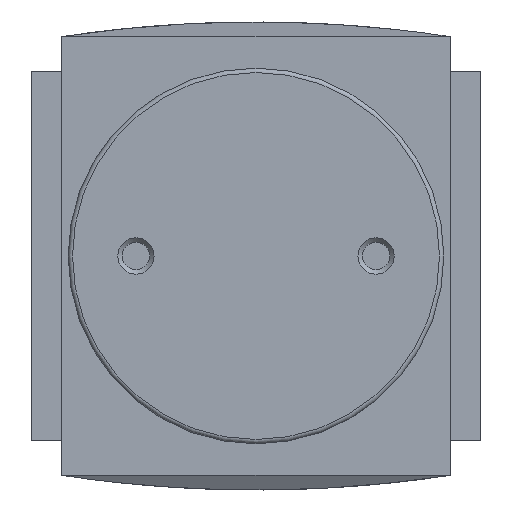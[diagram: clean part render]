
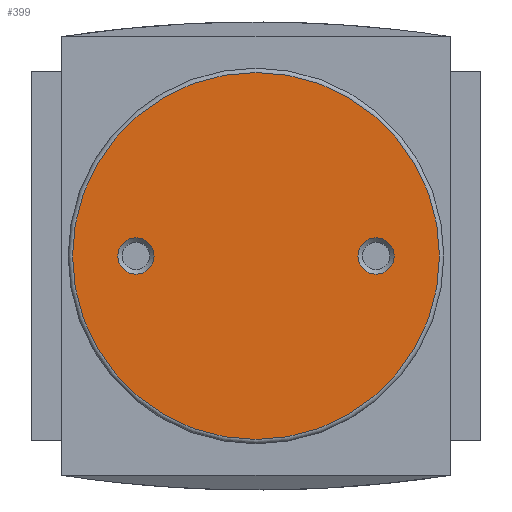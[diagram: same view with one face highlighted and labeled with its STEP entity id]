
A CAD part, front view. The second image highlights one B-rep face of the part: STEP entity #399.
In plain terms, the highlighted planar face has unit normal (0, -1, 0).
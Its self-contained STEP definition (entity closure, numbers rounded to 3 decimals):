
#399 = ADVANCED_FACE( '', ( #1132, #1133, #1134 ), #1135, .F. );
#1132 = FACE_BOUND( '', #2099, .T. );
#1133 = FACE_OUTER_BOUND( '', #2100, .T. );
#1134 = FACE_BOUND( '', #2101, .T. );
#1135 = PLANE( '', #2102 );
#2099 = EDGE_LOOP( '', ( #4371 ) );
#2100 = EDGE_LOOP( '', ( #4372 ) );
#2101 = EDGE_LOOP( '', ( #4373 ) );
#2102 = AXIS2_PLACEMENT_3D( '', #4374, #4375, #4376 );
#4371 = ORIENTED_EDGE( '', *, *, #6807, .F. );
#4372 = ORIENTED_EDGE( '', *, *, #6806, .T. );
#4373 = ORIENTED_EDGE( '', *, *, #6808, .F. );
#4374 = CARTESIAN_POINT( '', ( 21.25, -33., 0. ) );
#4375 = DIRECTION( '', ( 0., 1., 0. ) );
#4376 = DIRECTION( '', ( 0., 0., 1. ) );
#6806 = EDGE_CURVE( '', #8354, #8354, #8355, .T. );
#6807 = EDGE_CURVE( '', #8356, #8356, #8357, .F. );
#6808 = EDGE_CURVE( '', #8358, #8358, #8359, .T. );
#8354 = VERTEX_POINT( '', #10936 );
#8355 = CIRCLE( '', #10937, 21.25 );
#8356 = VERTEX_POINT( '', #10938 );
#8357 = CIRCLE( '', #10939, 2.1 );
#8358 = VERTEX_POINT( '', #10940 );
#8359 = CIRCLE( '', #10941, 2.1 );
#10936 = CARTESIAN_POINT( '', ( 0., -33., -21.25 ) );
#10937 = AXIS2_PLACEMENT_3D( '', #13086, #13087, #13088 );
#10938 = CARTESIAN_POINT( '', ( 13.9, -33., 2.1 ) );
#10939 = AXIS2_PLACEMENT_3D( '', #13089, #13090, #13091 );
#10940 = CARTESIAN_POINT( '', ( -13.9, -33., -2.1 ) );
#10941 = AXIS2_PLACEMENT_3D( '', #13092, #13093, #13094 );
#13086 = CARTESIAN_POINT( '', ( 0., -33., 0. ) );
#13087 = DIRECTION( '', ( 0., -1., 0. ) );
#13088 = DIRECTION( '', ( 0., 0., -1. ) );
#13089 = CARTESIAN_POINT( '', ( 13.9, -33., 0. ) );
#13090 = DIRECTION( '', ( 0., 1., 0. ) );
#13091 = DIRECTION( '', ( 0., 0., 1. ) );
#13092 = CARTESIAN_POINT( '', ( -13.9, -33., 0. ) );
#13093 = DIRECTION( '', ( 0., -1., 0. ) );
#13094 = DIRECTION( '', ( 0., 0., -1. ) );
